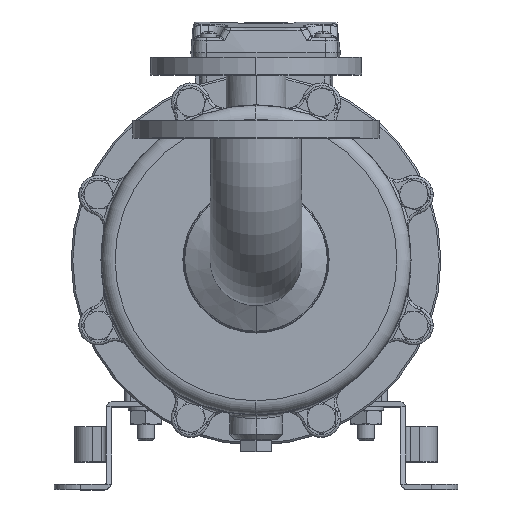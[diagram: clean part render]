
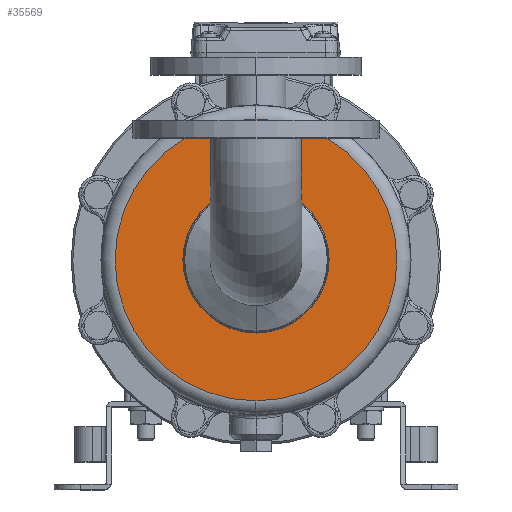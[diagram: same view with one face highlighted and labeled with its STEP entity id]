
A CAD part, top view. The second image highlights one B-rep face of the part: STEP entity #35569.
In plain terms, the highlighted face is planar.
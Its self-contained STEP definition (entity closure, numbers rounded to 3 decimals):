
#3714 = CARTESIAN_POINT ( 'NONE',  ( 44., 5., 40.5 ) ) ;
#7003 = EDGE_LOOP ( 'NONE', ( #75801, #8691 ) ) ;
#8691 = ORIENTED_EDGE ( 'NONE', *, *, #23603, .F. ) ;
#11781 = VERTEX_POINT ( 'NONE', #49500 ) ;
#13555 = AXIS2_PLACEMENT_3D ( 'NONE', #61673, #74565, #37002 ) ;
#15051 = FACE_OUTER_BOUND ( 'NONE', #72337, .T. ) ;
#15138 = CIRCLE ( 'NONE', #44584, 40.5 ) ;
#16704 = DIRECTION ( 'NONE',  ( 0., 1., 0. ) ) ;
#17028 = FACE_BOUND ( 'NONE', #7003, .T. ) ;
#17960 = CARTESIAN_POINT ( 'NONE',  ( 44., 5., 0. ) ) ;
#18056 = CARTESIAN_POINT ( 'NONE',  ( 44., 5., -40.5 ) ) ;
#18138 = PLANE ( 'NONE',  #13555 ) ;
#22105 = CARTESIAN_POINT ( 'NONE',  ( 44., 5., 0. ) ) ;
#23603 = EDGE_CURVE ( 'NONE', #56783, #53464, #65033, .T. ) ;
#24201 = DIRECTION ( 'NONE',  ( 0., 0., -1. ) ) ;
#28425 = DIRECTION ( 'NONE',  ( 0., 0., -1. ) ) ;
#30668 = CARTESIAN_POINT ( 'NONE',  ( 44., 5., 0. ) ) ;
#31568 = CARTESIAN_POINT ( 'NONE',  ( 44., 5., 80. ) ) ;
#32191 = AXIS2_PLACEMENT_3D ( 'NONE', #54180, #16704, #60480 ) ;
#33492 = AXIS2_PLACEMENT_3D ( 'NONE', #17960, #61760, #24201 ) ;
#35569 = ADVANCED_FACE ( 'NONE', ( #15051, #17028 ), #18138, .F. ) ;
#36973 = DIRECTION ( 'NONE',  ( 0., 0., -1. ) ) ;
#37002 = DIRECTION ( 'NONE',  ( 0., 0., -1. ) ) ;
#44584 = AXIS2_PLACEMENT_3D ( 'NONE', #22105, #65955, #28425 ) ;
#47708 = CIRCLE ( 'NONE', #33492, 80. ) ;
#49500 = CARTESIAN_POINT ( 'NONE',  ( 44., 5., -80. ) ) ;
#53464 = VERTEX_POINT ( 'NONE', #18056 ) ;
#54180 = CARTESIAN_POINT ( 'NONE',  ( 44., 5., 0. ) ) ;
#55090 = ORIENTED_EDGE ( 'NONE', *, *, #60708, .T. ) ;
#56142 = EDGE_CURVE ( 'NONE', #53464, #56783, #15138, .T. ) ;
#56783 = VERTEX_POINT ( 'NONE', #3714 ) ;
#59667 = CIRCLE ( 'NONE', #65891, 80. ) ;
#60480 = DIRECTION ( 'NONE',  ( 0., 0., -1. ) ) ;
#60708 = EDGE_CURVE ( 'NONE', #63011, #11781, #59667, .T. ) ;
#61673 = CARTESIAN_POINT ( 'NONE',  ( 44., 5., 0. ) ) ;
#61760 = DIRECTION ( 'NONE',  ( 0., 1., 0. ) ) ;
#62844 = EDGE_CURVE ( 'NONE', #11781, #63011, #47708, .T. ) ;
#63011 = VERTEX_POINT ( 'NONE', #31568 ) ;
#65033 = CIRCLE ( 'NONE', #32191, 40.5 ) ;
#65891 = AXIS2_PLACEMENT_3D ( 'NONE', #30668, #74530, #36973 ) ;
#65955 = DIRECTION ( 'NONE',  ( 0., 1., 0. ) ) ;
#72337 = EDGE_LOOP ( 'NONE', ( #76933, #55090 ) ) ;
#74530 = DIRECTION ( 'NONE',  ( 0., 1., 0. ) ) ;
#74565 = DIRECTION ( 'NONE',  ( 0., -1., 0. ) ) ;
#75801 = ORIENTED_EDGE ( 'NONE', *, *, #56142, .F. ) ;
#76933 = ORIENTED_EDGE ( 'NONE', *, *, #62844, .T. ) ;
